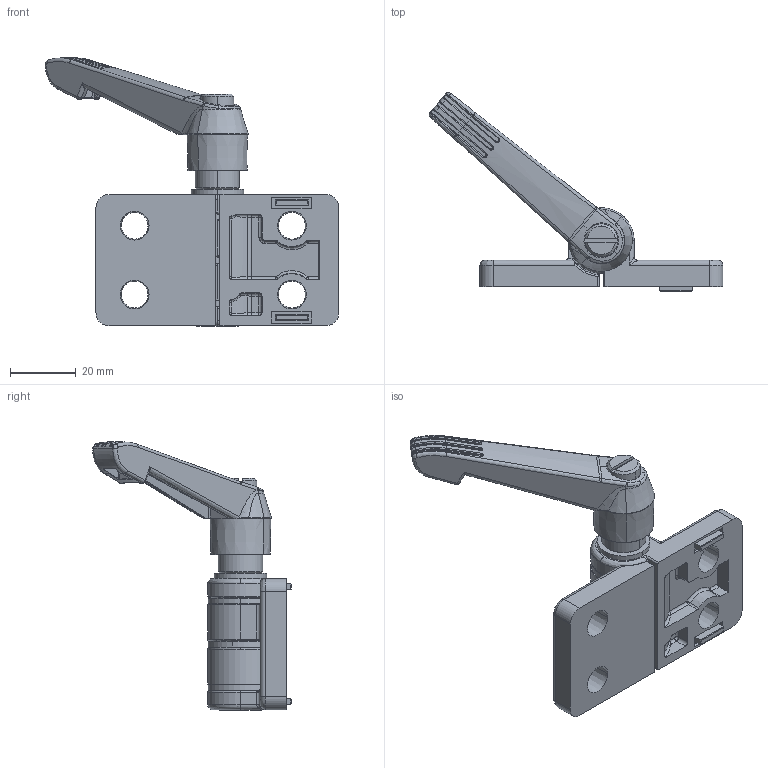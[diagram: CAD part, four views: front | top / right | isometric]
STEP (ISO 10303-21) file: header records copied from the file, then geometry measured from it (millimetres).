
FILE_DESCRIPTION (( 'STEP AP214' ), '1' );
FILE_NAME ('095zf4045f10s.STEP', '2014-09-10T06:57:12', ( '' ), ( '' ), 'SwSTEP 2.0', 'SolidWorks 2014', '' );
FILE_SCHEMA (( 'AUTOMOTIVE_DESIGN' ));
Length unit declared in the file: millimetre
Products named in the file (1): 095zf4045f10s
Bounding box: 89.46 x 60.54 x 81.92 mm (x, y, z)
Volume: 39563.1 mm3; surface area: 24261.3 mm2
Topology: 9 solids, 9 shells, 524 faces, 1290 edges, 777 vertices
Faces by surface type: bspline 191, cylinder 133, plane 122, cone 50, torus 22, sphere 6
Entity records: 50823 total; most frequent: CARTESIAN_POINT 34313, ORIENTED_EDGE 2534, DIRECTION 1679, EDGE_CURVE 1267, VERTEX_POINT 774, AXIS2_PLACEMENT_3D 645, EDGE_LOOP 563, UNCERTAINTY_MEASURE_WITH_UNIT 535
